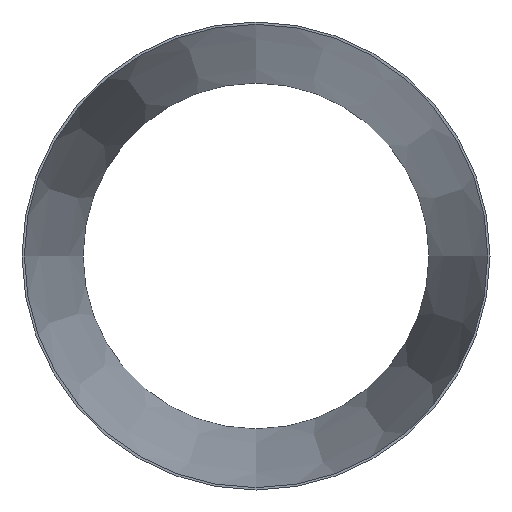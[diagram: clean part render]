
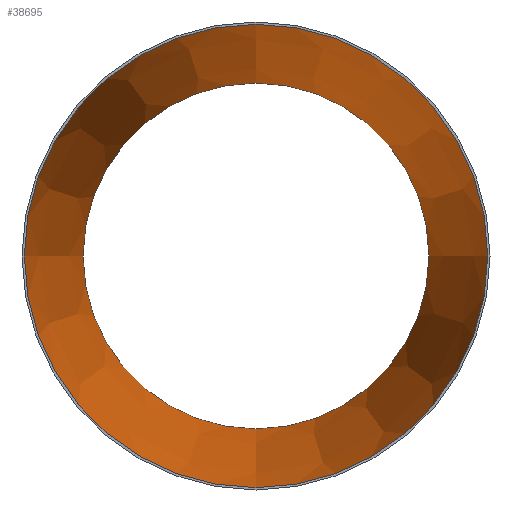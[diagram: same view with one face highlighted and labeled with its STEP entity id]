
A CAD part, front view. The second image highlights one B-rep face of the part: STEP entity #38695.
In plain terms, the highlighted conical face has half-angle 8.153 degrees and reference radius 200.98 mm.
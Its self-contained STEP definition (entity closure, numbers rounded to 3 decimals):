
#227 = DIRECTION ( 'NONE',  ( 0., 0., -1. ) ) ;
#425 = DIRECTION ( 'NONE',  ( 0., -1., 0. ) ) ;
#2801 = CIRCLE ( 'NONE', #19879, 200.98 ) ;
#5577 = CONICAL_SURFACE ( 'NONE', #38500, 200.98, 0.142 ) ;
#5928 = EDGE_LOOP ( 'NONE', ( #13060 ) ) ;
#6642 = VERTEX_POINT ( 'NONE', #35030 ) ;
#9039 = FACE_OUTER_BOUND ( 'NONE', #5928, .T. ) ;
#13060 = ORIENTED_EDGE ( 'NONE', *, *, #28111, .T. ) ;
#15571 = CARTESIAN_POINT ( 'NONE',  ( 0., 0., 0. ) ) ;
#16375 = ORIENTED_EDGE ( 'NONE', *, *, #19111, .F. ) ;
#18096 = DIRECTION ( 'NONE',  ( 0., 0., -1. ) ) ;
#19111 = EDGE_CURVE ( 'NONE', #6642, #6642, #27644, .T. ) ;
#19187 = VERTEX_POINT ( 'NONE', #31538 ) ;
#19353 = CARTESIAN_POINT ( 'NONE',  ( 0., 356., 0. ) ) ;
#19879 = AXIS2_PLACEMENT_3D ( 'NONE', #15571, #40676, #30579 ) ;
#21177 = DIRECTION ( 'NONE',  ( 0., -1., 0. ) ) ;
#27644 = CIRCLE ( 'NONE', #38828, 149.98 ) ;
#28111 = EDGE_CURVE ( 'NONE', #19187, #19187, #2801, .T. ) ;
#30579 = DIRECTION ( 'NONE',  ( 0., 0., -1. ) ) ;
#31538 = CARTESIAN_POINT ( 'NONE',  ( 0., 0., -200.98 ) ) ;
#35030 = CARTESIAN_POINT ( 'NONE',  ( 0., 356., -149.98 ) ) ;
#36106 = EDGE_LOOP ( 'NONE', ( #16375 ) ) ;
#37225 = FACE_BOUND ( 'NONE', #36106, .T. ) ;
#38500 = AXIS2_PLACEMENT_3D ( 'NONE', #39684, #21177, #18096 ) ;
#38695 = ADVANCED_FACE ( 'NONE', ( #37225, #9039 ), #5577, .F. ) ;
#38828 = AXIS2_PLACEMENT_3D ( 'NONE', #19353, #425, #227 ) ;
#39684 = CARTESIAN_POINT ( 'NONE',  ( 0., 0., 0. ) ) ;
#40676 = DIRECTION ( 'NONE',  ( 0., -1., 0. ) ) ;
